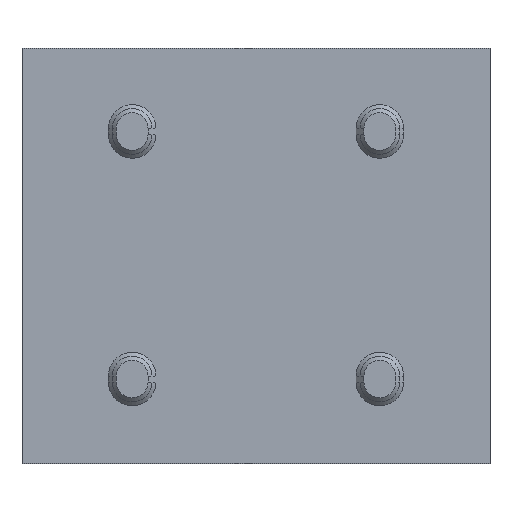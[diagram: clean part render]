
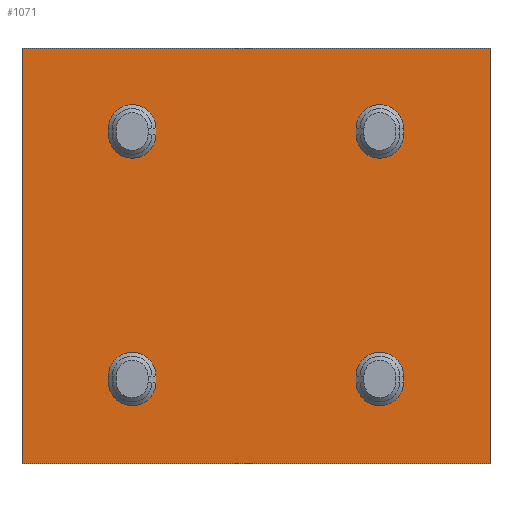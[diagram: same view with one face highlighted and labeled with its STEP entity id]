
A CAD part, top view. The second image highlights one B-rep face of the part: STEP entity #1071.
In plain terms, the highlighted planar face has unit normal (0, 0, 1).
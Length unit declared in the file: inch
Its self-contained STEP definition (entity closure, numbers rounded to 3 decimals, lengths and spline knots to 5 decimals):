
#42=FACE_BOUND('',#401,.T.);
#43=FACE_BOUND('',#402,.T.);
#44=FACE_BOUND('',#403,.T.);
#45=FACE_BOUND('',#404,.T.);
#61=LINE('',#1643,#173);
#74=LINE('',#1672,#186);
#79=LINE('',#1686,#191);
#85=LINE('',#1704,#197);
#86=LINE('',#1705,#198);
#87=LINE('',#1706,#199);
#88=LINE('',#1709,#200);
#89=LINE('',#1713,#201);
#90=LINE('',#1717,#202);
#91=LINE('',#1721,#203);
#92=LINE('',#1725,#204);
#93=LINE('',#1729,#205);
#173=VECTOR('',#1303,0.3937);
#186=VECTOR('',#1332,0.3937);
#191=VECTOR('',#1345,0.3937);
#197=VECTOR('',#1365,0.3937);
#198=VECTOR('',#1366,0.3937);
#199=VECTOR('',#1367,0.3937);
#200=VECTOR('',#1368,0.3937);
#201=VECTOR('',#1371,0.3937);
#202=VECTOR('',#1374,0.3937);
#203=VECTOR('',#1377,0.3937);
#204=VECTOR('',#1380,0.3937);
#205=VECTOR('',#1383,0.3937);
#282=PLANE('',#1177);
#330=FACE_OUTER_BOUND('',#400,.T.);
#400=EDGE_LOOP('',(#826,#827,#828,#829));
#401=EDGE_LOOP('',(#830,#831,#832,#833));
#402=EDGE_LOOP('',(#834,#835,#836,#837));
#403=EDGE_LOOP('',(#838,#839,#840,#841));
#404=EDGE_LOOP('',(#842,#843,#844,#845));
#464=CIRCLE('',#1168,0.06);
#466=CIRCLE('',#1172,0.06);
#469=CIRCLE('',#1178,0.06);
#470=CIRCLE('',#1179,0.06);
#471=CIRCLE('',#1180,0.06);
#472=CIRCLE('',#1181,0.06);
#473=CIRCLE('',#1182,0.06);
#474=CIRCLE('',#1183,0.06);
#515=VERTEX_POINT('',#1640);
#516=VERTEX_POINT('',#1642);
#523=VERTEX_POINT('',#1669);
#524=VERTEX_POINT('',#1671);
#527=VERTEX_POINT('',#1678);
#529=VERTEX_POINT('',#1684);
#533=VERTEX_POINT('',#1702);
#534=VERTEX_POINT('',#1703);
#535=VERTEX_POINT('',#1707);
#536=VERTEX_POINT('',#1708);
#537=VERTEX_POINT('',#1710);
#538=VERTEX_POINT('',#1712);
#539=VERTEX_POINT('',#1715);
#540=VERTEX_POINT('',#1716);
#541=VERTEX_POINT('',#1718);
#542=VERTEX_POINT('',#1720);
#543=VERTEX_POINT('',#1723);
#544=VERTEX_POINT('',#1724);
#545=VERTEX_POINT('',#1726);
#546=VERTEX_POINT('',#1728);
#612=EDGE_CURVE('',#515,#516,#61,.T.);
#626=EDGE_CURVE('',#523,#524,#74,.T.);
#630=EDGE_CURVE('',#527,#523,#464,.T.);
#633=EDGE_CURVE('',#529,#527,#79,.T.);
#635=EDGE_CURVE('',#524,#529,#466,.T.);
#642=EDGE_CURVE('',#533,#534,#85,.T.);
#643=EDGE_CURVE('',#516,#533,#86,.T.);
#644=EDGE_CURVE('',#534,#515,#87,.T.);
#645=EDGE_CURVE('',#535,#536,#88,.T.);
#646=EDGE_CURVE('',#537,#535,#469,.T.);
#647=EDGE_CURVE('',#538,#537,#89,.T.);
#648=EDGE_CURVE('',#536,#538,#470,.T.);
#649=EDGE_CURVE('',#539,#540,#90,.T.);
#650=EDGE_CURVE('',#541,#539,#471,.T.);
#651=EDGE_CURVE('',#542,#541,#91,.T.);
#652=EDGE_CURVE('',#540,#542,#472,.T.);
#653=EDGE_CURVE('',#543,#544,#92,.T.);
#654=EDGE_CURVE('',#545,#543,#473,.T.);
#655=EDGE_CURVE('',#546,#545,#93,.T.);
#656=EDGE_CURVE('',#544,#546,#474,.T.);
#826=ORIENTED_EDGE('',*,*,#642,.F.);
#827=ORIENTED_EDGE('',*,*,#643,.F.);
#828=ORIENTED_EDGE('',*,*,#612,.F.);
#829=ORIENTED_EDGE('',*,*,#644,.F.);
#830=ORIENTED_EDGE('',*,*,#645,.F.);
#831=ORIENTED_EDGE('',*,*,#646,.F.);
#832=ORIENTED_EDGE('',*,*,#647,.F.);
#833=ORIENTED_EDGE('',*,*,#648,.F.);
#834=ORIENTED_EDGE('',*,*,#649,.F.);
#835=ORIENTED_EDGE('',*,*,#650,.F.);
#836=ORIENTED_EDGE('',*,*,#651,.F.);
#837=ORIENTED_EDGE('',*,*,#652,.F.);
#838=ORIENTED_EDGE('',*,*,#653,.F.);
#839=ORIENTED_EDGE('',*,*,#654,.F.);
#840=ORIENTED_EDGE('',*,*,#655,.F.);
#841=ORIENTED_EDGE('',*,*,#656,.F.);
#842=ORIENTED_EDGE('',*,*,#626,.F.);
#843=ORIENTED_EDGE('',*,*,#630,.F.);
#844=ORIENTED_EDGE('',*,*,#633,.F.);
#845=ORIENTED_EDGE('',*,*,#635,.F.);
#1071=ADVANCED_FACE('',(#330,#42,#43,#44,#45),#282,.T.);
#1168=AXIS2_PLACEMENT_3D('',#1680,#1338,#1339);
#1172=AXIS2_PLACEMENT_3D('',#1689,#1349,#1350);
#1177=AXIS2_PLACEMENT_3D('',#1701,#1363,#1364);
#1178=AXIS2_PLACEMENT_3D('',#1711,#1369,#1370);
#1179=AXIS2_PLACEMENT_3D('',#1714,#1372,#1373);
#1180=AXIS2_PLACEMENT_3D('',#1719,#1375,#1376);
#1181=AXIS2_PLACEMENT_3D('',#1722,#1378,#1379);
#1182=AXIS2_PLACEMENT_3D('',#1727,#1381,#1382);
#1183=AXIS2_PLACEMENT_3D('',#1730,#1384,#1385);
#1303=DIRECTION('',(1.,0.,0.));
#1332=DIRECTION('',(0.,1.,0.));
#1338=DIRECTION('center_axis',(0.,0.,1.));
#1339=DIRECTION('ref_axis',(-1.,0.,0.));
#1345=DIRECTION('',(0.,-1.,0.));
#1349=DIRECTION('center_axis',(0.,0.,1.));
#1350=DIRECTION('ref_axis',(1.,0.,0.));
#1363=DIRECTION('center_axis',(0.,0.,1.));
#1364=DIRECTION('ref_axis',(0.,-1.,0.));
#1365=DIRECTION('',(-1.,0.,0.));
#1366=DIRECTION('',(0.,-1.,0.));
#1367=DIRECTION('',(0.,1.,0.));
#1368=DIRECTION('',(0.,1.,0.));
#1369=DIRECTION('center_axis',(0.,0.,1.));
#1370=DIRECTION('ref_axis',(-1.,0.,0.));
#1371=DIRECTION('',(0.,-1.,0.));
#1372=DIRECTION('center_axis',(0.,0.,1.));
#1373=DIRECTION('ref_axis',(1.,0.,0.));
#1374=DIRECTION('',(0.,1.,0.));
#1375=DIRECTION('center_axis',(0.,0.,1.));
#1376=DIRECTION('ref_axis',(-1.,0.,0.));
#1377=DIRECTION('',(0.,-1.,0.));
#1378=DIRECTION('center_axis',(0.,0.,1.));
#1379=DIRECTION('ref_axis',(1.,0.,0.));
#1380=DIRECTION('',(0.,1.,0.));
#1381=DIRECTION('center_axis',(0.,0.,1.));
#1382=DIRECTION('ref_axis',(-1.,0.,0.));
#1383=DIRECTION('',(0.,-1.,0.));
#1384=DIRECTION('center_axis',(0.,0.,1.));
#1385=DIRECTION('ref_axis',(1.,0.,0.));
#1640=CARTESIAN_POINT('',(-0.59055,0.52213,0.125));
#1642=CARTESIAN_POINT('',(0.59055,0.52213,0.125));
#1643=CARTESIAN_POINT('',(0.,0.52213,0.125));
#1669=CARTESIAN_POINT('',(-0.2525,-0.32,0.125));
#1671=CARTESIAN_POINT('',(-0.2525,-0.305,0.125));
#1672=CARTESIAN_POINT('',(-0.2525,0.10106,0.125));
#1678=CARTESIAN_POINT('',(-0.3725,-0.32,0.125));
#1680=CARTESIAN_POINT('Origin',(-0.3125,-0.32,0.125));
#1684=CARTESIAN_POINT('',(-0.3725,-0.305,0.125));
#1686=CARTESIAN_POINT('',(-0.3725,0.10856,0.125));
#1689=CARTESIAN_POINT('Origin',(-0.3125,-0.305,0.125));
#1701=CARTESIAN_POINT('Origin',(0.,0.52213,0.125));
#1702=CARTESIAN_POINT('',(0.59055,-0.52543,0.125));
#1703=CARTESIAN_POINT('',(-0.59055,-0.52543,0.125));
#1704=CARTESIAN_POINT('',(0.,-0.52543,0.125));
#1705=CARTESIAN_POINT('',(0.59055,0.52213,0.125));
#1706=CARTESIAN_POINT('',(-0.59055,0.52213,0.125));
#1707=CARTESIAN_POINT('',(-0.2525,0.305,0.125));
#1708=CARTESIAN_POINT('',(-0.2525,0.32,0.125));
#1709=CARTESIAN_POINT('',(-0.2525,0.41356,0.125));
#1710=CARTESIAN_POINT('',(-0.3725,0.305,0.125));
#1711=CARTESIAN_POINT('Origin',(-0.3125,0.305,0.125));
#1712=CARTESIAN_POINT('',(-0.3725,0.32,0.125));
#1713=CARTESIAN_POINT('',(-0.3725,0.42106,0.125));
#1714=CARTESIAN_POINT('Origin',(-0.3125,0.32,0.125));
#1715=CARTESIAN_POINT('',(0.3725,0.305,0.125));
#1716=CARTESIAN_POINT('',(0.3725,0.32,0.125));
#1717=CARTESIAN_POINT('',(0.3725,0.41356,0.125));
#1718=CARTESIAN_POINT('',(0.2525,0.305,0.125));
#1719=CARTESIAN_POINT('Origin',(0.3125,0.305,0.125));
#1720=CARTESIAN_POINT('',(0.2525,0.32,0.125));
#1721=CARTESIAN_POINT('',(0.2525,0.42106,0.125));
#1722=CARTESIAN_POINT('Origin',(0.3125,0.32,0.125));
#1723=CARTESIAN_POINT('',(0.3725,-0.32,0.125));
#1724=CARTESIAN_POINT('',(0.3725,-0.305,0.125));
#1725=CARTESIAN_POINT('',(0.3725,0.10106,0.125));
#1726=CARTESIAN_POINT('',(0.2525,-0.32,0.125));
#1727=CARTESIAN_POINT('Origin',(0.3125,-0.32,0.125));
#1728=CARTESIAN_POINT('',(0.2525,-0.305,0.125));
#1729=CARTESIAN_POINT('',(0.2525,0.10856,0.125));
#1730=CARTESIAN_POINT('Origin',(0.3125,-0.305,0.125));
